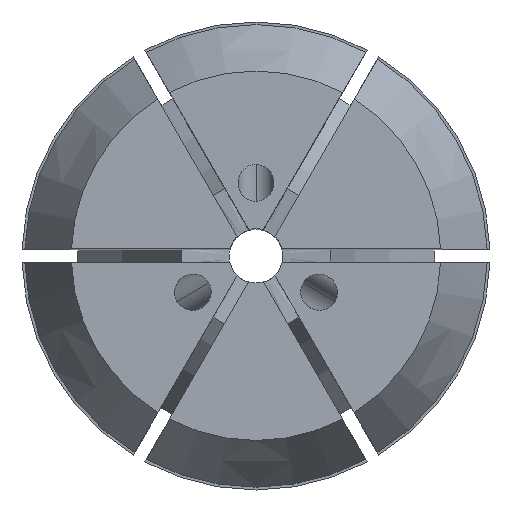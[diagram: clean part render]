
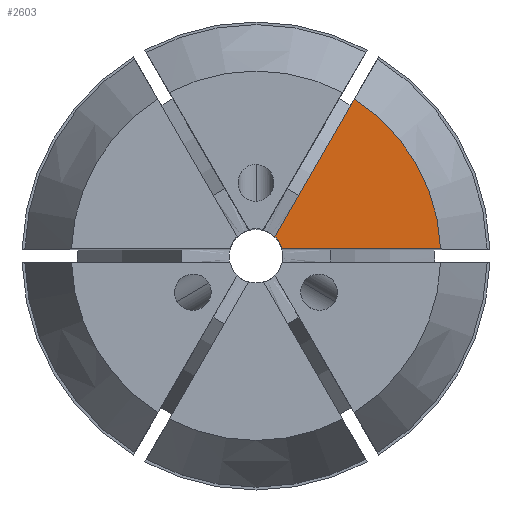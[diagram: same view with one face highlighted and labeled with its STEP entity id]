
A CAD part, top view. The second image highlights one B-rep face of the part: STEP entity #2603.
In plain terms, the highlighted planar face has unit normal (0, 0, 1).
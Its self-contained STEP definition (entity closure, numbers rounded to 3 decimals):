
#3 = CARTESIAN_POINT ( 'NONE',  ( 5.453, 8.695, 34. ) ) ;
#40 = ORIENTED_EDGE ( 'NONE', *, *, #1735, .F. ) ;
#105 = VERTEX_POINT ( 'NONE', #623 ) ;
#148 = FACE_OUTER_BOUND ( 'NONE', #1061, .T. ) ;
#169 = DIRECTION ( 'NONE',  ( -1., 0., 0. ) ) ;
#178 = CARTESIAN_POINT ( 'NONE',  ( 0., 0.375, 34. ) ) ;
#264 = VERTEX_POINT ( 'NONE', #3 ) ;
#402 = DIRECTION ( 'NONE',  ( 0.5, 0.866, 0. ) ) ;
#501 = CIRCLE ( 'NONE', #3677, 1.5 ) ;
#577 = EDGE_CURVE ( 'NONE', #105, #2326, #903, .T. ) ;
#623 = CARTESIAN_POINT ( 'NONE',  ( 10.256, 0.375, 34. ) ) ;
#785 = ORIENTED_EDGE ( 'NONE', *, *, #1092, .F. ) ;
#798 = EDGE_CURVE ( 'NONE', #954, #264, #1949, .T. ) ;
#903 = LINE ( 'NONE', #178, #1803 ) ;
#954 = VERTEX_POINT ( 'NONE', #2173 ) ;
#1061 = EDGE_LOOP ( 'NONE', ( #1191, #785, #1229, #40 ) ) ;
#1092 = EDGE_CURVE ( 'NONE', #2326, #954, #501, .T. ) ;
#1098 = CIRCLE ( 'NONE', #3250, 10.263 ) ;
#1107 = CARTESIAN_POINT ( 'NONE',  ( 0., 0., 34. ) ) ;
#1191 = ORIENTED_EDGE ( 'NONE', *, *, #798, .F. ) ;
#1229 = ORIENTED_EDGE ( 'NONE', *, *, #577, .F. ) ;
#1498 = CARTESIAN_POINT ( 'NONE',  ( 0., 10.263, 34. ) ) ;
#1634 = DIRECTION ( 'NONE',  ( 1., 0., 0. ) ) ;
#1735 = EDGE_CURVE ( 'NONE', #264, #105, #1098, .T. ) ;
#1803 = VECTOR ( 'NONE', #2395, 1000. ) ;
#1825 = DIRECTION ( 'NONE',  ( 0., 0., 1. ) ) ;
#1949 = LINE ( 'NONE', #1972, #3084 ) ;
#1972 = CARTESIAN_POINT ( 'NONE',  ( 4.769, 7.51, 34. ) ) ;
#2077 = DIRECTION ( 'NONE',  ( 0., 0., -1. ) ) ;
#2173 = CARTESIAN_POINT ( 'NONE',  ( 1.051, 1.07, 34. ) ) ;
#2326 = VERTEX_POINT ( 'NONE', #3639 ) ;
#2395 = DIRECTION ( 'NONE',  ( -1., 0., 0. ) ) ;
#2551 = AXIS2_PLACEMENT_3D ( 'NONE', #1498, #1825, #2773 ) ;
#2603 = ADVANCED_FACE ( 'NONE', ( #148 ), #3993, .T. ) ;
#2773 = DIRECTION ( 'NONE',  ( 1., 0., 0. ) ) ;
#2937 = DIRECTION ( 'NONE',  ( 0., 0., 1. ) ) ;
#3084 = VECTOR ( 'NONE', #402, 1000. ) ;
#3250 = AXIS2_PLACEMENT_3D ( 'NONE', #1107, #2077, #169 ) ;
#3532 = CARTESIAN_POINT ( 'NONE',  ( 0., 0., 34. ) ) ;
#3639 = CARTESIAN_POINT ( 'NONE',  ( 1.452, 0.375, 34. ) ) ;
#3677 = AXIS2_PLACEMENT_3D ( 'NONE', #3532, #2937, #1634 ) ;
#3993 = PLANE ( 'NONE',  #2551 ) ;
